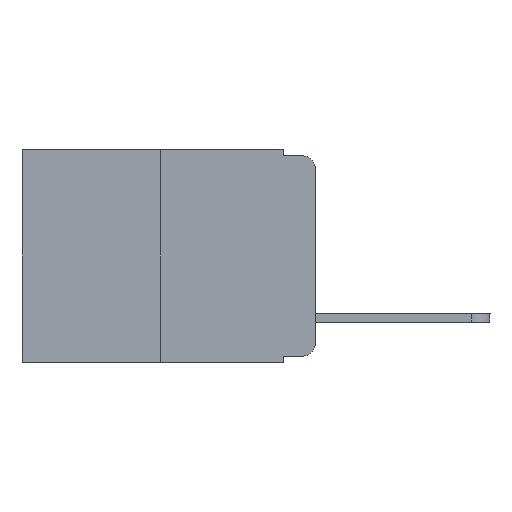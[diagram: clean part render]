
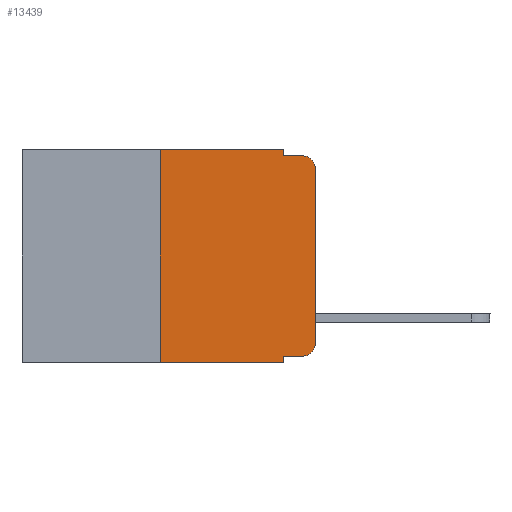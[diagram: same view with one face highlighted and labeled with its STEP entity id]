
A CAD part, left-side view. The second image highlights one B-rep face of the part: STEP entity #13439.
In plain terms, the highlighted planar face has unit normal (-1, 0, 0).
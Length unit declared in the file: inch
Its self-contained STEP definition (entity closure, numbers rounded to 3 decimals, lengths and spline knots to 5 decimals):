
#214 = ORIENTED_EDGE ( 'NONE', *, *, #390, .T. ) ;
#261 = CARTESIAN_POINT ( 'NONE',  ( 0., 0.051, 0. ) ) ;
#390 = EDGE_CURVE ( 'NONE', #5944, #13327, #11574, .T. ) ;
#589 = VECTOR ( 'NONE', #7086, 39.37008 ) ;
#661 = ORIENTED_EDGE ( 'NONE', *, *, #17652, .F. ) ;
#711 = EDGE_LOOP ( 'NONE', ( #11964, #21613, #743, #21271, #13904, #14065, #214, #661, #10871, #1851 ) ) ;
#743 = ORIENTED_EDGE ( 'NONE', *, *, #6953, .F. ) ;
#1083 = VERTEX_POINT ( 'NONE', #12056 ) ;
#1210 = CARTESIAN_POINT ( 'NONE',  ( 0., 0.25, -0.343 ) ) ;
#1851 = ORIENTED_EDGE ( 'NONE', *, *, #20202, .T. ) ;
#1972 = CARTESIAN_POINT ( 'NONE',  ( 0., 0.051, -0.343 ) ) ;
#2066 = EDGE_CURVE ( 'NONE', #1083, #2763, #21487, .T. ) ;
#2558 = DIRECTION ( 'NONE',  ( 0., 0., -1. ) ) ;
#2763 = VERTEX_POINT ( 'NONE', #9794 ) ;
#2915 = DIRECTION ( 'NONE',  ( 0., 0., 1. ) ) ;
#2997 = CARTESIAN_POINT ( 'NONE',  ( 0., 0.02, -0.313 ) ) ;
#3015 = CARTESIAN_POINT ( 'NONE',  ( 0., 0.473, -0.343 ) ) ;
#4166 = CARTESIAN_POINT ( 'NONE',  ( 0., 0.051, -0.01 ) ) ;
#4232 = LINE ( 'NONE', #4166, #9184 ) ;
#4276 = AXIS2_PLACEMENT_3D ( 'NONE', #10623, #20719, #2558 ) ;
#4302 = CARTESIAN_POINT ( 'NONE',  ( 0., 0.25, 0. ) ) ;
#4544 = LINE ( 'NONE', #5048, #15005 ) ;
#5048 = CARTESIAN_POINT ( 'NONE',  ( 0., 0.051, -0.333 ) ) ;
#5944 = VERTEX_POINT ( 'NONE', #1210 ) ;
#6012 = FACE_OUTER_BOUND ( 'NONE', #711, .T. ) ;
#6164 = EDGE_CURVE ( 'NONE', #10441, #19343, #20800, .T. ) ;
#6953 = EDGE_CURVE ( 'NONE', #15782, #20806, #4232, .T. ) ;
#7086 = DIRECTION ( 'NONE',  ( 0., -1., 0. ) ) ;
#8054 = CARTESIAN_POINT ( 'NONE',  ( 0., 0.02, -0.333 ) ) ;
#8244 = CIRCLE ( 'NONE', #10643, 0.02 ) ;
#8358 = DIRECTION ( 'NONE',  ( 0., 0., -1. ) ) ;
#9120 = VECTOR ( 'NONE', #11431, 39.37008 ) ;
#9184 = VECTOR ( 'NONE', #21031, 39.37008 ) ;
#9220 = VECTOR ( 'NONE', #20145, 39.37008 ) ;
#9794 = CARTESIAN_POINT ( 'NONE',  ( 0., 0., -0.03 ) ) ;
#9870 = DIRECTION ( 'NONE',  ( 0., -1., 0. ) ) ;
#9894 = CARTESIAN_POINT ( 'NONE',  ( 0., 0.02, -0.03 ) ) ;
#10441 = VERTEX_POINT ( 'NONE', #16506 ) ;
#10623 = CARTESIAN_POINT ( 'NONE',  ( 0., 0.473, 0. ) ) ;
#10643 = AXIS2_PLACEMENT_3D ( 'NONE', #2997, #14693, #13501 ) ;
#10871 = ORIENTED_EDGE ( 'NONE', *, *, #18007, .T. ) ;
#11055 = VECTOR ( 'NONE', #20198, 39.37008 ) ;
#11431 = DIRECTION ( 'NONE',  ( 0., 0., 1. ) ) ;
#11574 = LINE ( 'NONE', #3015, #19994 ) ;
#11729 = CARTESIAN_POINT ( 'NONE',  ( 0., 0.02, -0.01 ) ) ;
#11964 = ORIENTED_EDGE ( 'NONE', *, *, #2066, .T. ) ;
#12056 = CARTESIAN_POINT ( 'NONE',  ( 0., 0., -0.313 ) ) ;
#12290 = VERTEX_POINT ( 'NONE', #8054 ) ;
#13107 = CARTESIAN_POINT ( 'NONE',  ( 0., 0.051, 0. ) ) ;
#13327 = VERTEX_POINT ( 'NONE', #1972 ) ;
#13439 = ADVANCED_FACE ( 'NONE', ( #6012 ), #19254, .F. ) ;
#13501 = DIRECTION ( 'NONE',  ( 0., 0., -1. ) ) ;
#13520 = EDGE_CURVE ( 'NONE', #5944, #10441, #17055, .T. ) ;
#13696 = LINE ( 'NONE', #261, #11055 ) ;
#13904 = ORIENTED_EDGE ( 'NONE', *, *, #6164, .F. ) ;
#14065 = ORIENTED_EDGE ( 'NONE', *, *, #13520, .F. ) ;
#14407 = VECTOR ( 'NONE', #2915, 39.37008 ) ;
#14693 = DIRECTION ( 'NONE',  ( -1., 0., 0. ) ) ;
#14996 = CARTESIAN_POINT ( 'NONE',  ( 0., 0.051, -0.333 ) ) ;
#15005 = VECTOR ( 'NONE', #18329, 39.37008 ) ;
#15093 = DIRECTION ( 'NONE',  ( -1., 0., 0. ) ) ;
#15280 = CARTESIAN_POINT ( 'NONE',  ( 0., 0.051, -0.01 ) ) ;
#15356 = CIRCLE ( 'NONE', #17355, 0.02 ) ;
#15782 = VERTEX_POINT ( 'NONE', #15280 ) ;
#15998 = CARTESIAN_POINT ( 'NONE',  ( 0., 0.051, 0. ) ) ;
#16234 = EDGE_CURVE ( 'NONE', #2763, #20806, #15356, .T. ) ;
#16506 = CARTESIAN_POINT ( 'NONE',  ( 0., 0.25, 0. ) ) ;
#16856 = LINE ( 'NONE', #15998, #9220 ) ;
#16885 = VERTEX_POINT ( 'NONE', #14996 ) ;
#17055 = LINE ( 'NONE', #4302, #14407 ) ;
#17355 = AXIS2_PLACEMENT_3D ( 'NONE', #9894, #15093, #8358 ) ;
#17652 = EDGE_CURVE ( 'NONE', #16885, #13327, #13696, .T. ) ;
#17933 = EDGE_CURVE ( 'NONE', #19343, #15782, #16856, .T. ) ;
#18007 = EDGE_CURVE ( 'NONE', #16885, #12290, #4544, .T. ) ;
#18329 = DIRECTION ( 'NONE',  ( 0., -1., 0. ) ) ;
#19254 = PLANE ( 'NONE',  #4276 ) ;
#19343 = VERTEX_POINT ( 'NONE', #13107 ) ;
#19901 = CARTESIAN_POINT ( 'NONE',  ( 0., 0., 0. ) ) ;
#19994 = VECTOR ( 'NONE', #9870, 39.37008 ) ;
#20145 = DIRECTION ( 'NONE',  ( 0., 0., -1. ) ) ;
#20198 = DIRECTION ( 'NONE',  ( 0., 0., -1. ) ) ;
#20202 = EDGE_CURVE ( 'NONE', #12290, #1083, #8244, .T. ) ;
#20472 = CARTESIAN_POINT ( 'NONE',  ( 0., 0.473, 0. ) ) ;
#20719 = DIRECTION ( 'NONE',  ( 1., 0., 0. ) ) ;
#20800 = LINE ( 'NONE', #20472, #589 ) ;
#20806 = VERTEX_POINT ( 'NONE', #11729 ) ;
#21031 = DIRECTION ( 'NONE',  ( 0., -1., 0. ) ) ;
#21271 = ORIENTED_EDGE ( 'NONE', *, *, #17933, .F. ) ;
#21487 = LINE ( 'NONE', #19901, #9120 ) ;
#21613 = ORIENTED_EDGE ( 'NONE', *, *, #16234, .T. ) ;
